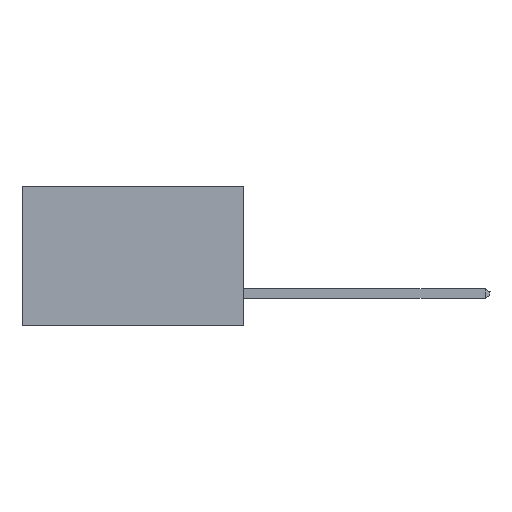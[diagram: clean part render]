
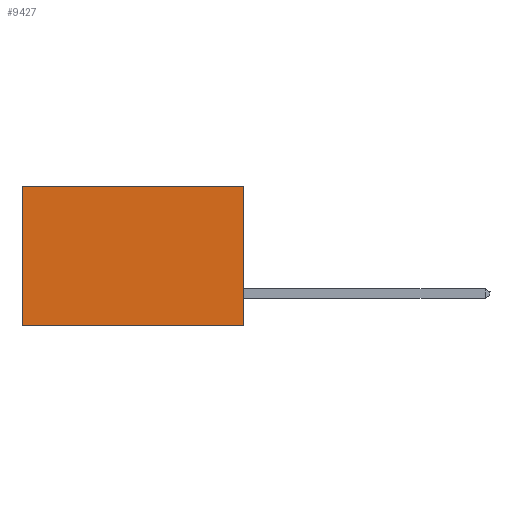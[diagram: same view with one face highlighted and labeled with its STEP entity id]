
A CAD part, left-side view. The second image highlights one B-rep face of the part: STEP entity #9427.
In plain terms, the highlighted planar face has unit normal (-1, 0, 0).
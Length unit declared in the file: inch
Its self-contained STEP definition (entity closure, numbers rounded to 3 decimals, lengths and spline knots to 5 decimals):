
#19 = ORIENTED_EDGE ( 'NONE', *, *, #4516, .F. ) ;
#362 = EDGE_LOOP ( 'NONE', ( #7604, #19, #3359, #6746 ) ) ;
#1280 = CARTESIAN_POINT ( 'NONE',  ( 0.277, 0.59, -0.37 ) ) ;
#1750 = DIRECTION ( 'NONE',  ( 0., 1., 0. ) ) ;
#2240 = VECTOR ( 'NONE', #1750, 39.37008 ) ;
#2440 = CARTESIAN_POINT ( 'NONE',  ( 0.277, 0., -0.37 ) ) ;
#2796 = CARTESIAN_POINT ( 'NONE',  ( 0.277, 0.59, -0.37 ) ) ;
#3313 = DIRECTION ( 'NONE',  ( 0., 1., 0. ) ) ;
#3359 = ORIENTED_EDGE ( 'NONE', *, *, #8200, .F. ) ;
#3553 = CARTESIAN_POINT ( 'NONE',  ( 0.277, 0., 0. ) ) ;
#3682 = PLANE ( 'NONE',  #6180 ) ;
#3697 = VECTOR ( 'NONE', #10985, 39.37008 ) ;
#3783 = VERTEX_POINT ( 'NONE', #10465 ) ;
#4049 = LINE ( 'NONE', #1280, #3697 ) ;
#4516 = EDGE_CURVE ( 'NONE', #5458, #13510, #5476, .T. ) ;
#4620 = VECTOR ( 'NONE', #3313, 39.37008 ) ;
#5458 = VERTEX_POINT ( 'NONE', #2440 ) ;
#5476 = LINE ( 'NONE', #13701, #2240 ) ;
#5857 = CARTESIAN_POINT ( 'NONE',  ( 0.277, 0., -0.37 ) ) ;
#5878 = EDGE_CURVE ( 'NONE', #9216, #3783, #12635, .T. ) ;
#6180 = AXIS2_PLACEMENT_3D ( 'NONE', #5857, #13112, #6942 ) ;
#6438 = CARTESIAN_POINT ( 'NONE',  ( 0.277, 0., -0.37 ) ) ;
#6580 = DIRECTION ( 'NONE',  ( 0., 0., -1. ) ) ;
#6746 = ORIENTED_EDGE ( 'NONE', *, *, #5878, .T. ) ;
#6942 = DIRECTION ( 'NONE',  ( 0., 0., -1. ) ) ;
#7013 = FACE_OUTER_BOUND ( 'NONE', #362, .T. ) ;
#7604 = ORIENTED_EDGE ( 'NONE', *, *, #13310, .T. ) ;
#8200 = EDGE_CURVE ( 'NONE', #9216, #5458, #11609, .T. ) ;
#8734 = CARTESIAN_POINT ( 'NONE',  ( 0.277, 0., 0. ) ) ;
#9216 = VERTEX_POINT ( 'NONE', #8734 ) ;
#9427 = ADVANCED_FACE ( 'NONE', ( #7013 ), #3682, .F. ) ;
#10465 = CARTESIAN_POINT ( 'NONE',  ( 0.277, 0.59, 0. ) ) ;
#10985 = DIRECTION ( 'NONE',  ( 0., 0., -1. ) ) ;
#11609 = LINE ( 'NONE', #6438, #12223 ) ;
#12223 = VECTOR ( 'NONE', #6580, 39.37008 ) ;
#12635 = LINE ( 'NONE', #3553, #4620 ) ;
#13112 = DIRECTION ( 'NONE',  ( 1., 0., 0. ) ) ;
#13310 = EDGE_CURVE ( 'NONE', #3783, #13510, #4049, .T. ) ;
#13510 = VERTEX_POINT ( 'NONE', #2796 ) ;
#13701 = CARTESIAN_POINT ( 'NONE',  ( 0.277, 0., -0.37 ) ) ;
